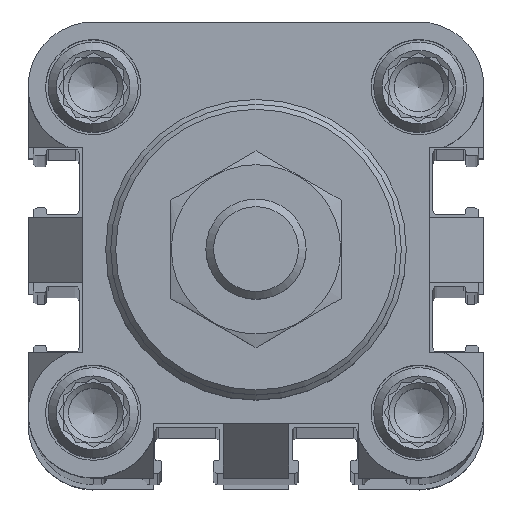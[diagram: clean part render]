
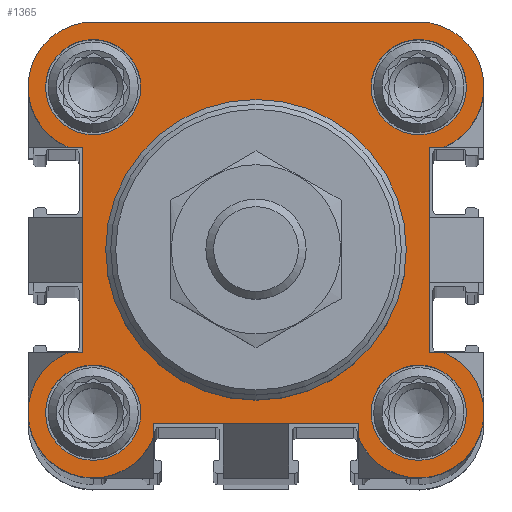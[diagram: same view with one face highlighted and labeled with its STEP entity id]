
A CAD part, top view. The second image highlights one B-rep face of the part: STEP entity #1365.
In plain terms, the highlighted planar face has unit normal (0, 0, 1).
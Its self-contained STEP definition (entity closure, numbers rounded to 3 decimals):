
#1365 = ADVANCED_FACE( '', ( #3048, #3049, #3050, #3051, #3052, #3053 ), #3054, .T. );
#3048 = FACE_BOUND( '', #5032, .T. );
#3049 = FACE_BOUND( '', #5033, .T. );
#3050 = FACE_BOUND( '', #5034, .T. );
#3051 = FACE_BOUND( '', #5035, .T. );
#3052 = FACE_BOUND( '', #5036, .T. );
#3053 = FACE_OUTER_BOUND( '', #5037, .T. );
#3054 = PLANE( '', #5038 );
#5032 = EDGE_LOOP( '', ( #8910 ) );
#5033 = EDGE_LOOP( '', ( #8911 ) );
#5034 = EDGE_LOOP( '', ( #8912 ) );
#5035 = EDGE_LOOP( '', ( #8913 ) );
#5036 = EDGE_LOOP( '', ( #8914 ) );
#5037 = EDGE_LOOP( '', ( #8915, #8916, #8917, #8918, #8919, #8920, #8921, #8922, #8923, #8924, #8925, #8926, #8927, #8928 ) );
#5038 = AXIS2_PLACEMENT_3D( '', #8929, #8930, #8931 );
#8910 = ORIENTED_EDGE( '', *, *, #13001, .T. );
#8911 = ORIENTED_EDGE( '', *, *, #13002, .T. );
#8912 = ORIENTED_EDGE( '', *, *, #12438, .T. );
#8913 = ORIENTED_EDGE( '', *, *, #13003, .T. );
#8914 = ORIENTED_EDGE( '', *, *, #12456, .T. );
#8915 = ORIENTED_EDGE( '', *, *, #13004, .F. );
#8916 = ORIENTED_EDGE( '', *, *, #13005, .T. );
#8917 = ORIENTED_EDGE( '', *, *, #13006, .T. );
#8918 = ORIENTED_EDGE( '', *, *, #13007, .T. );
#8919 = ORIENTED_EDGE( '', *, *, #12729, .F. );
#8920 = ORIENTED_EDGE( '', *, *, #13008, .T. );
#8921 = ORIENTED_EDGE( '', *, *, #13009, .F. );
#8922 = ORIENTED_EDGE( '', *, *, #11655, .T. );
#8923 = ORIENTED_EDGE( '', *, *, #12488, .F. );
#8924 = ORIENTED_EDGE( '', *, *, #13010, .T. );
#8925 = ORIENTED_EDGE( '', *, *, #12924, .F. );
#8926 = ORIENTED_EDGE( '', *, *, #13011, .T. );
#8927 = ORIENTED_EDGE( '', *, *, #13012, .F. );
#8928 = ORIENTED_EDGE( '', *, *, #13013, .T. );
#8929 = CARTESIAN_POINT( '', ( -16.25, -16.25, 0. ) );
#8930 = DIRECTION( '', ( 0., 0., 1. ) );
#8931 = DIRECTION( '', ( 1., 0., 0. ) );
#11655 = EDGE_CURVE( '', #13981, #13978, #13982, .T. );
#12438 = EDGE_CURVE( '', #15291, #15291, #15292, .T. );
#12456 = EDGE_CURVE( '', #15316, #15316, #15317, .T. );
#12488 = EDGE_CURVE( '', #15360, #13978, #15362, .T. );
#12729 = EDGE_CURVE( '', #15717, #15711, #15719, .T. );
#12924 = EDGE_CURVE( '', #15996, #15998, #15999, .T. );
#13001 = EDGE_CURVE( '', #16103, #16103, #16104, .T. );
#13002 = EDGE_CURVE( '', #16105, #16105, #16106, .T. );
#13003 = EDGE_CURVE( '', #16107, #16107, #16108, .T. );
#13004 = EDGE_CURVE( '', #16109, #16110, #16111, .T. );
#13005 = EDGE_CURVE( '', #16109, #16112, #16113, .T. );
#13006 = EDGE_CURVE( '', #16112, #16114, #16115, .T. );
#13007 = EDGE_CURVE( '', #16114, #15711, #16116, .T. );
#13008 = EDGE_CURVE( '', #15717, #16117, #16118, .T. );
#13009 = EDGE_CURVE( '', #13981, #16117, #16119, .T. );
#13010 = EDGE_CURVE( '', #15360, #15998, #16120, .T. );
#13011 = EDGE_CURVE( '', #15996, #16121, #16122, .T. );
#13012 = EDGE_CURVE( '', #16123, #16121, #16124, .T. );
#13013 = EDGE_CURVE( '', #16123, #16110, #16125, .T. );
#13978 = VERTEX_POINT( '', #17410 );
#13981 = VERTEX_POINT( '', #17414 );
#13982 = CIRCLE( '', #17415, 6.5 );
#15291 = VERTEX_POINT( '', #19437 );
#15292 = CIRCLE( '', #19438, 4.75 );
#15316 = VERTEX_POINT( '', #19472 );
#15317 = CIRCLE( '', #19473, 4.75 );
#15360 = VERTEX_POINT( '', #19539 );
#15362 = LINE( '', #19542, #19543 );
#15711 = VERTEX_POINT( '', #20112 );
#15717 = VERTEX_POINT( '', #20121 );
#15719 = LINE( '', #20124, #20125 );
#15996 = VERTEX_POINT( '', #20526 );
#15998 = VERTEX_POINT( '', #20529 );
#15999 = LINE( '', #20530, #20531 );
#16103 = VERTEX_POINT( '', #20679 );
#16104 = CIRCLE( '', #20680, 15. );
#16105 = VERTEX_POINT( '', #20681 );
#16106 = CIRCLE( '', #20682, 4.75 );
#16107 = VERTEX_POINT( '', #20683 );
#16108 = CIRCLE( '', #20684, 4.75 );
#16109 = VERTEX_POINT( '', #20685 );
#16110 = VERTEX_POINT( '', #20686 );
#16111 = LINE( '', #20687, #20688 );
#16112 = VERTEX_POINT( '', #20689 );
#16113 = CIRCLE( '', #20690, 6.5 );
#16114 = VERTEX_POINT( '', #20691 );
#16115 = LINE( '', #20692, #20693 );
#16116 = CIRCLE( '', #20694, 6.5 );
#16117 = VERTEX_POINT( '', #20695 );
#16118 = LINE( '', #20696, #20697 );
#16119 = LINE( '', #20698, #20699 );
#16120 = LINE( '', #20700, #20701 );
#16121 = VERTEX_POINT( '', #20702 );
#16122 = CIRCLE( '', #20703, 6.5 );
#16123 = VERTEX_POINT( '', #20704 );
#16124 = LINE( '', #20705, #20706 );
#16125 = LINE( '', #20707, #20708 );
#17410 = CARTESIAN_POINT( '', ( -10.25, -18.75, 0. ) );
#17414 = CARTESIAN_POINT( '', ( -18.75, -10.25, 0. ) );
#17415 = AXIS2_PLACEMENT_3D( '', #21859, #21860, #21861 );
#19437 = CARTESIAN_POINT( '', ( -21., -16.25, 0. ) );
#19438 = AXIS2_PLACEMENT_3D( '', #22636, #22637, #22638 );
#19472 = CARTESIAN_POINT( '', ( 11.5, 16.25, 0. ) );
#19473 = AXIS2_PLACEMENT_3D( '', #22658, #22659, #22660 );
#19539 = CARTESIAN_POINT( '', ( -10.25, -17.3, 0. ) );
#19542 = CARTESIAN_POINT( '', ( -10.25, -17.3, 0. ) );
#19543 = VECTOR( '', #22694, 1000. );
#20112 = CARTESIAN_POINT( '', ( -18.75, 10.25, 0. ) );
#20121 = CARTESIAN_POINT( '', ( -17.3, 10.25, 0. ) );
#20124 = CARTESIAN_POINT( '', ( -17.3, 10.25, 0. ) );
#20125 = VECTOR( '', #22913, 1000. );
#20526 = CARTESIAN_POINT( '', ( 10.25, -18.75, 0. ) );
#20529 = CARTESIAN_POINT( '', ( 10.25, -17.3, 0. ) );
#20530 = CARTESIAN_POINT( '', ( 10.25, -25.75, 0. ) );
#20531 = VECTOR( '', #23113, 1000. );
#20679 = CARTESIAN_POINT( '', ( -15., 0., 0. ) );
#20680 = AXIS2_PLACEMENT_3D( '', #23200, #23201, #23202 );
#20681 = CARTESIAN_POINT( '', ( 11.5, -16.25, 0. ) );
#20682 = AXIS2_PLACEMENT_3D( '', #23203, #23204, #23205 );
#20683 = CARTESIAN_POINT( '', ( -21., 16.25, 0. ) );
#20684 = AXIS2_PLACEMENT_3D( '', #23206, #23207, #23208 );
#20685 = CARTESIAN_POINT( '', ( 18.75, 10.25, 0. ) );
#20686 = CARTESIAN_POINT( '', ( 17.3, 10.25, 0. ) );
#20687 = CARTESIAN_POINT( '', ( 27.75, 10.25, 0. ) );
#20688 = VECTOR( '', #23209, 1000. );
#20689 = CARTESIAN_POINT( '', ( 16.25, 22.75, 0. ) );
#20690 = AXIS2_PLACEMENT_3D( '', #23210, #23211, #23212 );
#20691 = CARTESIAN_POINT( '', ( -16.25, 22.75, 0. ) );
#20692 = CARTESIAN_POINT( '', ( 16.25, 22.75, 0. ) );
#20693 = VECTOR( '', #23213, 1000. );
#20694 = AXIS2_PLACEMENT_3D( '', #23214, #23215, #23216 );
#20695 = CARTESIAN_POINT( '', ( -17.3, -10.25, 0. ) );
#20696 = CARTESIAN_POINT( '', ( -17.3, 9.835, 0. ) );
#20697 = VECTOR( '', #23217, 1000. );
#20698 = CARTESIAN_POINT( '', ( -25.75, -10.25, 0. ) );
#20699 = VECTOR( '', #23218, 1000. );
#20700 = CARTESIAN_POINT( '', ( -9.835, -17.3, 0. ) );
#20701 = VECTOR( '', #23219, 1000. );
#20702 = CARTESIAN_POINT( '', ( 18.75, -10.25, 0. ) );
#20703 = AXIS2_PLACEMENT_3D( '', #23220, #23221, #23222 );
#20704 = CARTESIAN_POINT( '', ( 17.3, -10.25, 0. ) );
#20705 = CARTESIAN_POINT( '', ( 17.3, -10.25, 0. ) );
#20706 = VECTOR( '', #23223, 1000. );
#20707 = CARTESIAN_POINT( '', ( 17.3, -9.835, 0. ) );
#20708 = VECTOR( '', #23224, 1000. );
#21859 = CARTESIAN_POINT( '', ( -16.25, -16.25, 0. ) );
#21860 = DIRECTION( '', ( 0., 0., 1. ) );
#21861 = DIRECTION( '', ( 1., 0., 0. ) );
#22636 = CARTESIAN_POINT( '', ( -16.25, -16.25, 0. ) );
#22637 = DIRECTION( '', ( 0., 0., -1. ) );
#22638 = DIRECTION( '', ( -1., 0., 0. ) );
#22658 = CARTESIAN_POINT( '', ( 16.25, 16.25, 0. ) );
#22659 = DIRECTION( '', ( 0., 0., -1. ) );
#22660 = DIRECTION( '', ( -1., 0., 0. ) );
#22694 = DIRECTION( '', ( 0., -1., 0. ) );
#22913 = DIRECTION( '', ( -1., 0., 0. ) );
#23113 = DIRECTION( '', ( 0., 1., 0. ) );
#23200 = CARTESIAN_POINT( '', ( 0., 0., 0. ) );
#23201 = DIRECTION( '', ( 0., 0., -1. ) );
#23202 = DIRECTION( '', ( -1., 0., 0. ) );
#23203 = CARTESIAN_POINT( '', ( 16.25, -16.25, 0. ) );
#23204 = DIRECTION( '', ( 0., 0., -1. ) );
#23205 = DIRECTION( '', ( -1., 0., 0. ) );
#23206 = CARTESIAN_POINT( '', ( -16.25, 16.25, 0. ) );
#23207 = DIRECTION( '', ( 0., 0., -1. ) );
#23208 = DIRECTION( '', ( -1., 0., 0. ) );
#23209 = DIRECTION( '', ( -1., 0., 0. ) );
#23210 = CARTESIAN_POINT( '', ( 16.25, 16.25, 0. ) );
#23211 = DIRECTION( '', ( 0., 0., 1. ) );
#23212 = DIRECTION( '', ( 1., 0., 0. ) );
#23213 = DIRECTION( '', ( -1., 0., 0. ) );
#23214 = CARTESIAN_POINT( '', ( -16.25, 16.25, 0. ) );
#23215 = DIRECTION( '', ( 0., 0., 1. ) );
#23216 = DIRECTION( '', ( 1., 0., 0. ) );
#23217 = DIRECTION( '', ( 0., -1., 0. ) );
#23218 = DIRECTION( '', ( 1., 0., 0. ) );
#23219 = DIRECTION( '', ( 1., 0., 0. ) );
#23220 = CARTESIAN_POINT( '', ( 16.25, -16.25, 0. ) );
#23221 = DIRECTION( '', ( 0., 0., 1. ) );
#23222 = DIRECTION( '', ( 1., 0., 0. ) );
#23223 = DIRECTION( '', ( 1., 0., 0. ) );
#23224 = DIRECTION( '', ( 0., 1., 0. ) );
